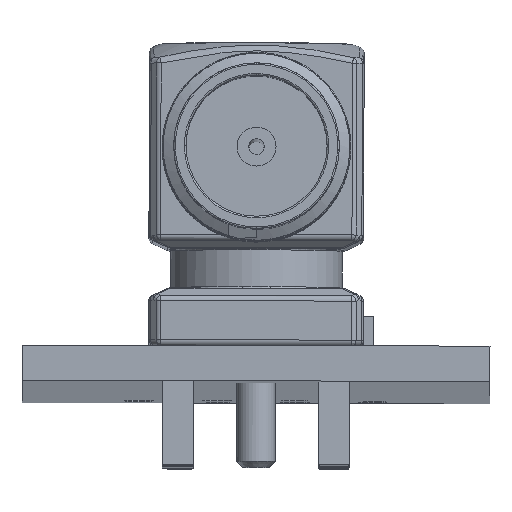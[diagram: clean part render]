
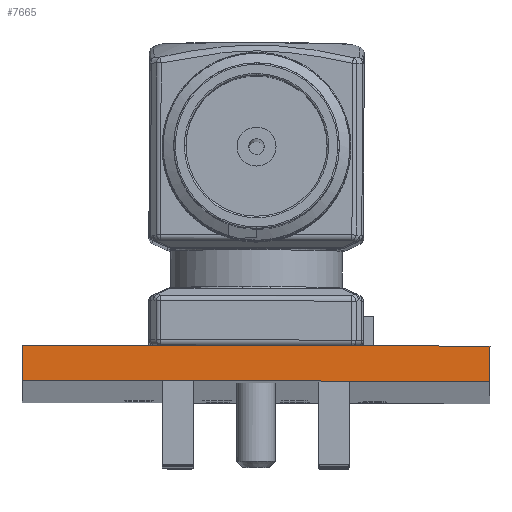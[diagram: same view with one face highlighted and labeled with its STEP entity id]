
A CAD part, front view. The second image highlights one B-rep face of the part: STEP entity #7665.
In plain terms, the highlighted face is planar.
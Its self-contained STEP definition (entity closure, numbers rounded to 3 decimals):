
#650 = VERTEX_POINT ( 'NONE', #28085 ) ;
#2658 = VECTOR ( 'NONE', #23539, 1000. ) ;
#2973 = EDGE_CURVE ( 'NONE', #21241, #15781, #13863, .T. ) ;
#4128 = EDGE_LOOP ( 'NONE', ( #5237, #10847, #20168, #34279 ) ) ;
#4588 = LINE ( 'NONE', #5454, #10947 ) ;
#4921 = CARTESIAN_POINT ( 'NONE',  ( 7.625, 1.15, -20.5 ) ) ;
#5237 = ORIENTED_EDGE ( 'NONE', *, *, #26249, .T. ) ;
#5454 = CARTESIAN_POINT ( 'NONE',  ( 7.625, 1.15, -20.5 ) ) ;
#6425 = CARTESIAN_POINT ( 'NONE',  ( 7.625, 1.15, -20.5 ) ) ;
#7195 = DIRECTION ( 'NONE',  ( -1., 0., 0. ) ) ;
#7665 = ADVANCED_FACE ( 'NONE', ( #32733 ), #33525, .F. ) ;
#9394 = DIRECTION ( 'NONE',  ( 1., 0., 0. ) ) ;
#9630 = DIRECTION ( 'NONE',  ( -1., 0., 0. ) ) ;
#10847 = ORIENTED_EDGE ( 'NONE', *, *, #2973, .F. ) ;
#10947 = VECTOR ( 'NONE', #35256, 1000. ) ;
#12869 = CARTESIAN_POINT ( 'NONE',  ( 7.625, 1.15, -20.5 ) ) ;
#13863 = LINE ( 'NONE', #4921, #14707 ) ;
#14521 = EDGE_CURVE ( 'NONE', #30666, #21241, #4588, .T. ) ;
#14707 = VECTOR ( 'NONE', #7195, 1000. ) ;
#15781 = VERTEX_POINT ( 'NONE', #21599 ) ;
#17397 = AXIS2_PLACEMENT_3D ( 'NONE', #6425, #23045, #9394 ) ;
#19823 = CARTESIAN_POINT ( 'NONE',  ( 7.625, 0., -20.5 ) ) ;
#20168 = ORIENTED_EDGE ( 'NONE', *, *, #14521, .F. ) ;
#20631 = LINE ( 'NONE', #28377, #31736 ) ;
#21241 = VERTEX_POINT ( 'NONE', #12869 ) ;
#21599 = CARTESIAN_POINT ( 'NONE',  ( -7.625, 1.15, -20.5 ) ) ;
#23045 = DIRECTION ( 'NONE',  ( 0., 0., 1. ) ) ;
#23539 = DIRECTION ( 'NONE',  ( 0., 1., 0. ) ) ;
#26249 = EDGE_CURVE ( 'NONE', #650, #15781, #26897, .T. ) ;
#26897 = LINE ( 'NONE', #34376, #2658 ) ;
#28085 = CARTESIAN_POINT ( 'NONE',  ( -7.625, 0., -20.5 ) ) ;
#28306 = EDGE_CURVE ( 'NONE', #30666, #650, #20631, .T. ) ;
#28377 = CARTESIAN_POINT ( 'NONE',  ( 0., 0., -20.5 ) ) ;
#30666 = VERTEX_POINT ( 'NONE', #19823 ) ;
#31736 = VECTOR ( 'NONE', #9630, 1000. ) ;
#32733 = FACE_OUTER_BOUND ( 'NONE', #4128, .T. ) ;
#33525 = PLANE ( 'NONE',  #17397 ) ;
#34279 = ORIENTED_EDGE ( 'NONE', *, *, #28306, .T. ) ;
#34376 = CARTESIAN_POINT ( 'NONE',  ( -7.625, 1.15, -20.5 ) ) ;
#35256 = DIRECTION ( 'NONE',  ( 0., 1., 0. ) ) ;
